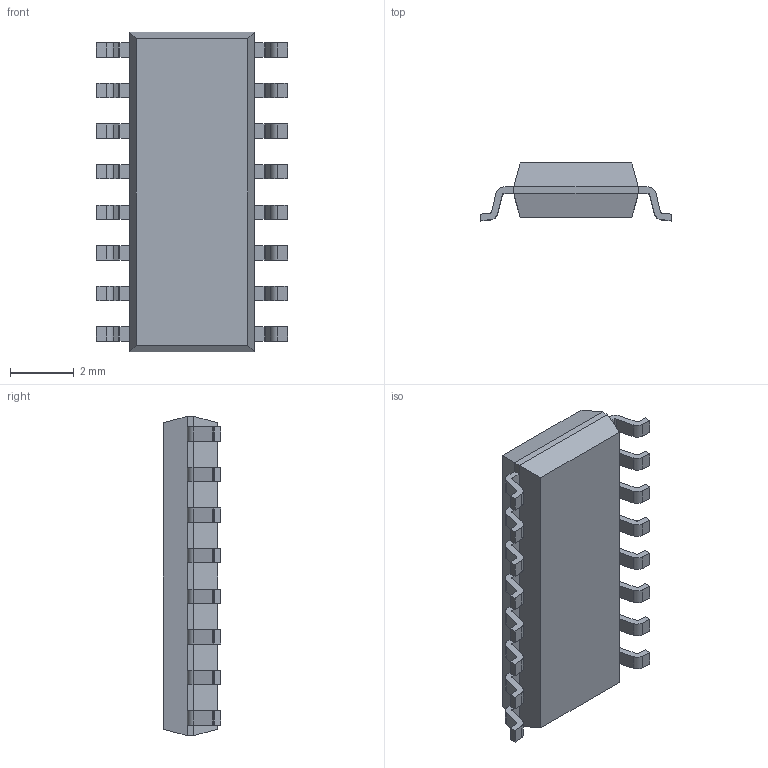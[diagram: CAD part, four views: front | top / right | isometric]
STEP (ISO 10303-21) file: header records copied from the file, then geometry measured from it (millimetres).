
FILE_DESCRIPTION (( 'STEP AP214' ), '1' );
FILE_NAME ('Ch340G.STEP', '2021-10-25T14:24:32', ( '' ), ( '' ), 'SwSTEP 2.0', 'SolidWorks 2017', '' );
FILE_SCHEMA (( 'AUTOMOTIVE_DESIGN' ));
Length unit declared in the file: millimetre
Products named in the file (1): Ch340G
Bounding box: 6 x 1.8 x 10 mm (x, y, z)
Volume: 64.5 mm3; surface area: 151.6 mm2
Topology: 18 solids, 18 shells, 243 faces, 612 edges, 406 vertices
Faces by surface type: plane 175, cylinder 64, sphere 4
Entity records: 7441 total; most frequent: CARTESIAN_POINT 1262, DIRECTION 1236, ORIENTED_EDGE 1224, EDGE_CURVE 612, VECTOR 476, LINE 476, VERTEX_POINT 406, AXIS2_PLACEMENT_3D 380
